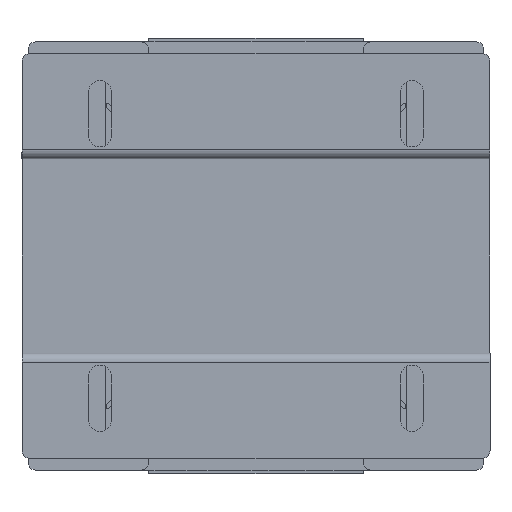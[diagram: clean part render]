
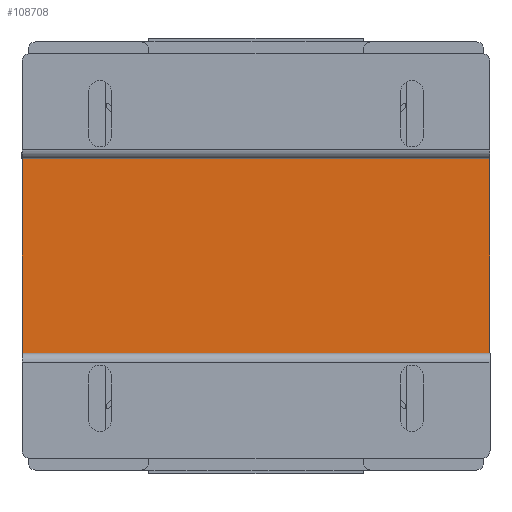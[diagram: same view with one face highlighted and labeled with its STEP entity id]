
A CAD part, front view. The second image highlights one B-rep face of the part: STEP entity #108708.
In plain terms, the highlighted planar face has unit normal (0, -1, 0).
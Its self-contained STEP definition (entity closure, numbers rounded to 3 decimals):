
#3715 = VECTOR ( 'NONE', #63550, 1000. ) ;
#18316 = VECTOR ( 'NONE', #21261, 1000. ) ;
#21261 = DIRECTION ( 'NONE',  ( 0., 0., -1. ) ) ;
#25493 = VECTOR ( 'NONE', #132683, 1000. ) ;
#29159 = AXIS2_PLACEMENT_3D ( 'NONE', #163493, #164349, #99850 ) ;
#36614 = LINE ( 'NONE', #68228, #25493 ) ;
#37535 = VERTEX_POINT ( 'NONE', #73797 ) ;
#43883 = LINE ( 'NONE', #135850, #18316 ) ;
#51571 = EDGE_CURVE ( 'NONE', #162247, #135807, #43883, .T. ) ;
#61455 = PLANE ( 'NONE',  #29159 ) ;
#62823 = CARTESIAN_POINT ( 'NONE',  ( 109.961, 7.123, 118.011 ) ) ;
#63550 = DIRECTION ( 'NONE',  ( 0., 0., -1. ) ) ;
#68228 = CARTESIAN_POINT ( 'NONE',  ( 109.961, 7.123, 68.227 ) ) ;
#68645 = ORIENTED_EDGE ( 'NONE', *, *, #147549, .T. ) ;
#69163 = EDGE_CURVE ( 'NONE', #162247, #37535, #75287, .T. ) ;
#73784 = ORIENTED_EDGE ( 'NONE', *, *, #69163, .F. ) ;
#73797 = CARTESIAN_POINT ( 'NONE',  ( 109.961, 7.123, 118.011 ) ) ;
#75287 = LINE ( 'NONE', #62823, #163535 ) ;
#83449 = CARTESIAN_POINT ( 'NONE',  ( -10.039, 7.123, 68.227 ) ) ;
#86696 = CARTESIAN_POINT ( 'NONE',  ( -10.039, 7.123, 118.011 ) ) ;
#90234 = LINE ( 'NONE', #141333, #3715 ) ;
#99850 = DIRECTION ( 'NONE',  ( -1., 0., 0. ) ) ;
#108708 = ADVANCED_FACE ( 'NONE', ( #139252 ), #61455, .F. ) ;
#110507 = VERTEX_POINT ( 'NONE', #141380 ) ;
#113757 = DIRECTION ( 'NONE',  ( 1., 0., 0. ) ) ;
#125801 = ORIENTED_EDGE ( 'NONE', *, *, #155624, .F. ) ;
#132683 = DIRECTION ( 'NONE',  ( 1., 0., 0. ) ) ;
#135807 = VERTEX_POINT ( 'NONE', #83449 ) ;
#135850 = CARTESIAN_POINT ( 'NONE',  ( -10.039, 7.123, 118.011 ) ) ;
#139252 = FACE_OUTER_BOUND ( 'NONE', #140850, .T. ) ;
#140850 = EDGE_LOOP ( 'NONE', ( #68645, #125801, #73784, #161976 ) ) ;
#141333 = CARTESIAN_POINT ( 'NONE',  ( 109.961, 7.123, 118.011 ) ) ;
#141380 = CARTESIAN_POINT ( 'NONE',  ( 109.961, 7.123, 68.227 ) ) ;
#147549 = EDGE_CURVE ( 'NONE', #135807, #110507, #36614, .T. ) ;
#155624 = EDGE_CURVE ( 'NONE', #37535, #110507, #90234, .T. ) ;
#161976 = ORIENTED_EDGE ( 'NONE', *, *, #51571, .T. ) ;
#162247 = VERTEX_POINT ( 'NONE', #86696 ) ;
#163493 = CARTESIAN_POINT ( 'NONE',  ( 109.961, 7.123, 118.011 ) ) ;
#163535 = VECTOR ( 'NONE', #113757, 1000. ) ;
#164349 = DIRECTION ( 'NONE',  ( 0., 1., 0. ) ) ;
